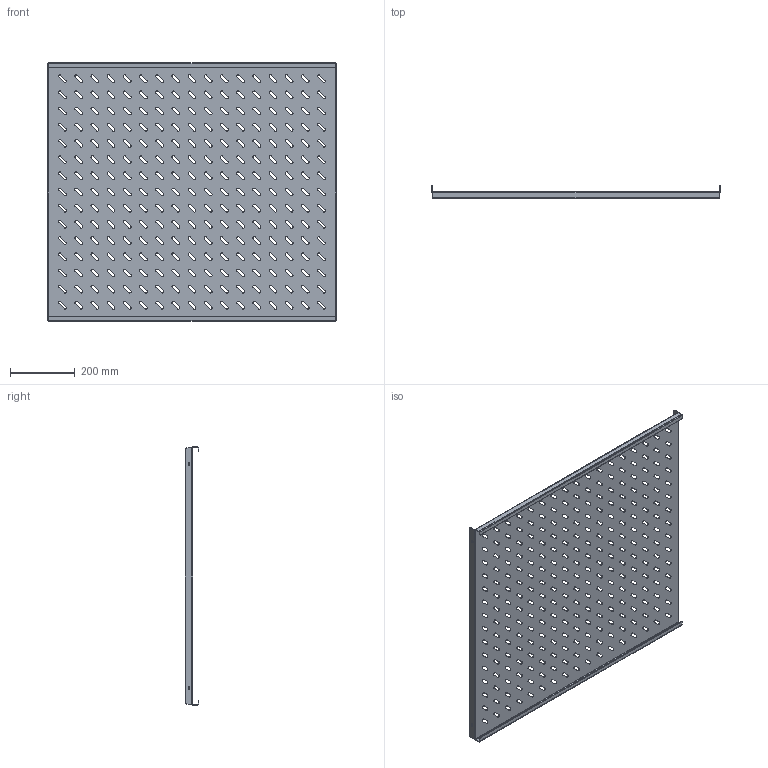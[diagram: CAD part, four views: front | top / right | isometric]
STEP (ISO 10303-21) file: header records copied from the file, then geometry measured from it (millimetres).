
FILE_DESCRIPTION (( 'STEP AP214' ), '1' );
FILE_NAME ('945.200.STEP', '2024-09-23T06:52:05', ( '' ), ( '' ), 'SwSTEP 2.0', 'SolidWorks 2021', '' );
FILE_SCHEMA (( 'AUTOMOTIVE_DESIGN' ));
Length unit declared in the file: millimetre
Products named in the file (1): 945.200
Bounding box: 892 x 41 x 797 mm (x, y, z)
Volume: 1100240.8 mm3; surface area: 1499519.3 mm2
Topology: 1 solids, 1 shells, 1343 faces, 3995 edges, 2654 vertices
Faces by surface type: cylinder 793, plane 550
Entity records: 46681 total; most frequent: DIRECTION 8269, CARTESIAN_POINT 7993, ORIENTED_EDGE 7990, EDGE_CURVE 3995, AXIS2_PLACEMENT_3D 2930, VERTEX_POINT 2654, LINE 2409, VECTOR 2409
